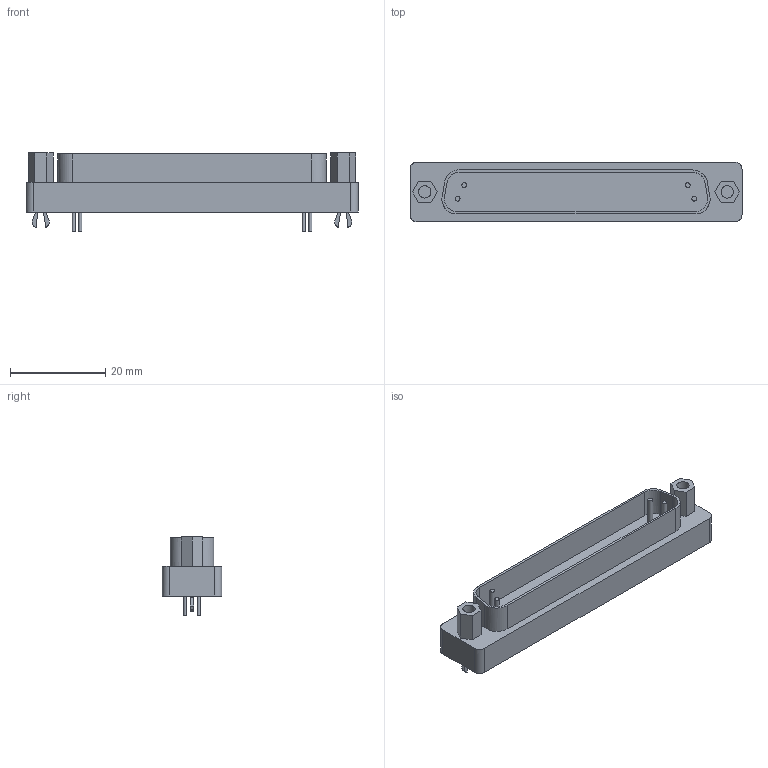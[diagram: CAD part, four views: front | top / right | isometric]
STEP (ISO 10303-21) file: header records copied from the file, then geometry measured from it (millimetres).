
FILE_DESCRIPTION((''),'2;1');
FILE_NAME( '0965_Dsub-S_male_straight_37-pins_board_lock_female_screw_lock.st','2005-08-12T17:33:47',('User'),('SDRC'),'I-DEAS Master Series 9','UNIX','Yes');
FILE_SCHEMA(('AUTOMOTIVE_DESIGN { 1 0 10303 214 1 1 1 1 }'));
Length unit declared in the file: millimetre
Products named in the file (1): 09 65 461 x713
Bounding box: 69.7 x 12.5 x 16.4 mm (x, y, z)
Volume: 5965.4 mm3; surface area: 4623.3 mm2
Topology: 1 solids, 1 shells, 94 faces, 222 edges, 148 vertices
Faces by surface type: bspline 94
Entity records: 2829 total; most frequent: CARTESIAN_POINT 1249, ORIENTED_EDGE 444, EDGE_CURVE 222, OVER_RIDING_STYLED_ITEM 152, VERTEX_POINT 148, EDGE_LOOP 112, FACE_OUTER_BOUND 94, ADVANCED_FACE 94
